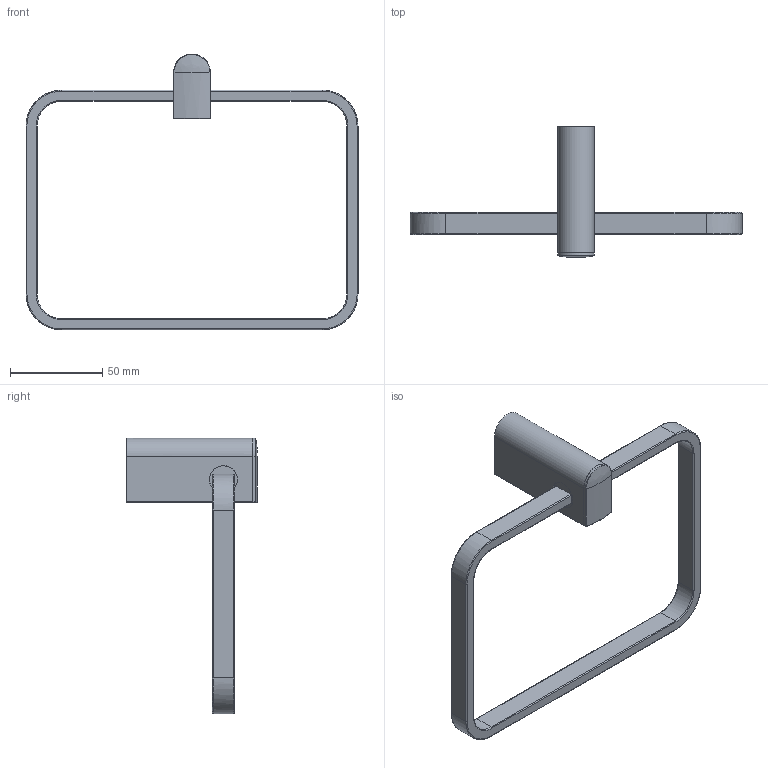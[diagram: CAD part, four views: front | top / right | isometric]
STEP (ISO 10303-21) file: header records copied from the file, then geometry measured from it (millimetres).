
FILE_DESCRIPTION(/* description */ (''),/* implementation_level */ '2;1');
FILE_NAME(/* name */ 'STEP - Mizu Soothe Towel Ring',/* time_stamp */ '2025-08-11T16:09:26+10:00',/* author */ (''),/* organization */ (''),/* preprocessor_version */ 'ST-DEVELOPER v16.5',/* originating_system */ 'Rhino 7.37',/* authorisation */ '');
FILE_SCHEMA (('AUTOMOTIVE_DESIGN'));
Length unit declared in the file: millimetre
Products named in the file (13): Document; 227160A_Mizu Soothe Towel Ring; 07160_ASM_ASM; 07160_ASM_4_ASM; 07160-01_2; 07160-02_1; 07100-02_3_1; 07160-03_1; Block 01; 07154-01_1_1; M5-8_3_1_2_3_4_5_6; M4-10_1; M4-6_2
Assembly tree (15 placements, depth 6):
  Document
    227160A_Mizu Soothe Towel Ring
      07160_ASM_ASM
        07160_ASM_4_ASM
          07160-01_2
          07160-02_1  x2
          07100-02_3_1
          07160-03_1
            Block 01
          07154-01_1_1
          M5-8_3_1_2_3_4_5_6
          M4-10_1  x2
          M4-6_2  x2
Bounding box: 180 x 71 x 149.5 mm (x, y, z)
Volume: 63410.4 mm3; surface area: 41418.2 mm2
Topology: 11 solids, 19 shells, 408 faces, 994 edges, 618 vertices
Faces by surface type: cylinder 172, plane 147, bspline 89
Entity records: 13116 total; most frequent: CARTESIAN_POINT 7032, ORIENTED_EDGE 1708, EDGE_CURVE 872, VERTEX_POINT 546, B_SPLINE_CURVE_WITH_KNOTS 492, EDGE_LOOP 392, ADVANCED_FACE 359, FACE_OUTER_BOUND 359
